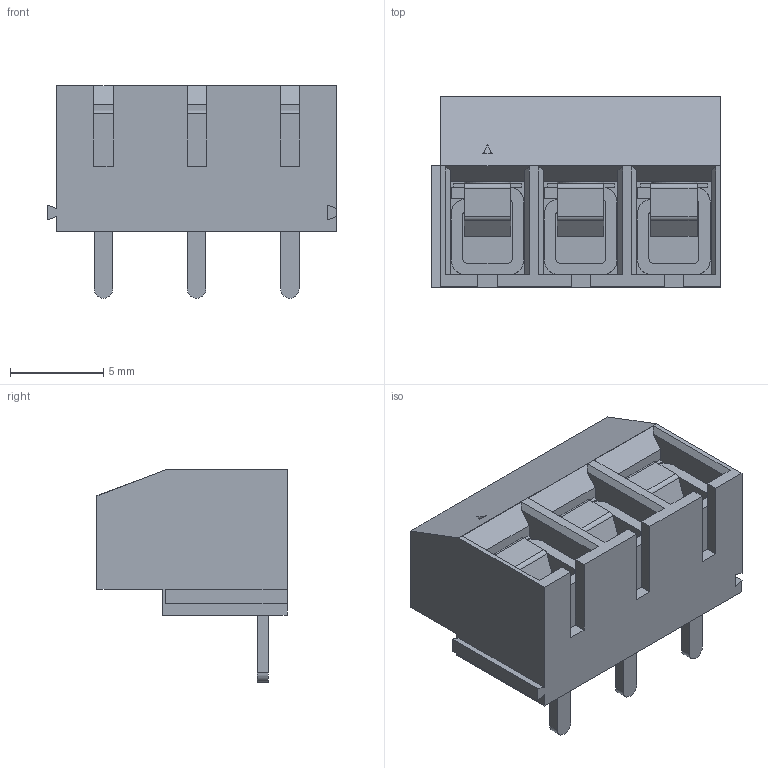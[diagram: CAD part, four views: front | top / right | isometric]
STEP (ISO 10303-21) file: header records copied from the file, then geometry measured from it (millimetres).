
FILE_DESCRIPTION (( 'STEP AP214' ), '1' );
FILE_NAME ('DG126R-5.0-03P-12-00AH.STEP', '2021-01-19T16:07:34', ( '' ), ( '' ), 'SwSTEP 2.0', 'SolidWorks 2020', '' );
FILE_SCHEMA (( 'AUTOMOTIVE_DESIGN' ));
Length unit declared in the file: millimetre
Products named in the file (1): DG126R-5.0-03P-12-00AH
Bounding box: 15.5 x 10.2 x 11.4 mm (x, y, z)
Volume: 845.3 mm3; surface area: 1567.6 mm2
Topology: 1 solids, 1 shells, 580 faces, 1584 edges, 1037 vertices
Faces by surface type: plane 333, bspline 148, cylinder 72, torus 21, cone 6
Entity records: 31269 total; most frequent: CARTESIAN_POINT 12030, ORIENTED_EDGE 3168, DIRECTION 2295, EDGE_CURVE 1584, LINE 1051, VECTOR 1051, VERTEX_POINT 1037, EDGE_LOOP 623
